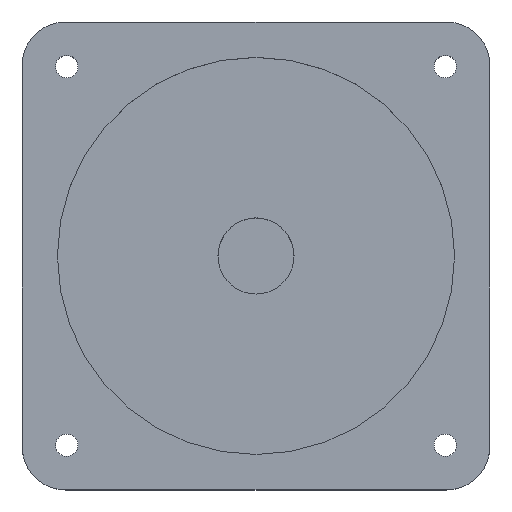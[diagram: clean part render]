
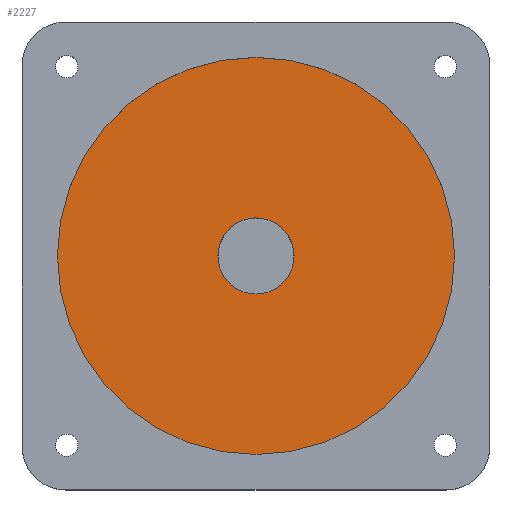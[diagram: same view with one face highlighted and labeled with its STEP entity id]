
A CAD part, top view. The second image highlights one B-rep face of the part: STEP entity #2227.
In plain terms, the highlighted planar face has unit normal (0, 0, 1).
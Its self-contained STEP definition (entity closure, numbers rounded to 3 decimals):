
#94=FACE_BOUND('',#415,.T.);
#167=PLANE('',#2443);
#275=FACE_OUTER_BOUND('',#414,.T.);
#414=EDGE_LOOP('',(#1981));
#415=EDGE_LOOP('',(#1982));
#509=CIRCLE('',#2441,36.5);
#510=CIRCLE('',#2444,7.);
#1097=VERTEX_POINT('',#7206);
#1098=VERTEX_POINT('',#7211);
#1401=EDGE_CURVE('',#1097,#1097,#509,.T.);
#1402=EDGE_CURVE('',#1098,#1098,#510,.T.);
#1981=ORIENTED_EDGE('',*,*,#1401,.T.);
#1982=ORIENTED_EDGE('',*,*,#1402,.T.);
#2227=ADVANCED_FACE('',(#275,#94),#167,.T.);
#2441=AXIS2_PLACEMENT_3D('',#7208,#2971,#2972);
#2443=AXIS2_PLACEMENT_3D('',#7210,#2975,#2976);
#2444=AXIS2_PLACEMENT_3D('',#7212,#2977,#2978);
#2971=DIRECTION('center_axis',(0.,0.,
1.));
#2972=DIRECTION('ref_axis',(0.,-1.,0.));
#2975=DIRECTION('center_axis',(0.,0.,
1.));
#2976=DIRECTION('ref_axis',(0.,-1.,0.));
#2977=DIRECTION('center_axis',(0.,0.,
-1.));
#2978=DIRECTION('ref_axis',(1.,0.,0.));
#7206=CARTESIAN_POINT('',(0.,36.5,104.5));
#7208=CARTESIAN_POINT('Origin',(0.,0.,
104.5));
#7210=CARTESIAN_POINT('Origin',(0.,-20.25,104.5));
#7211=CARTESIAN_POINT('',(-7.,0.,104.5));
#7212=CARTESIAN_POINT('Origin',(0.,0.,
104.5));
